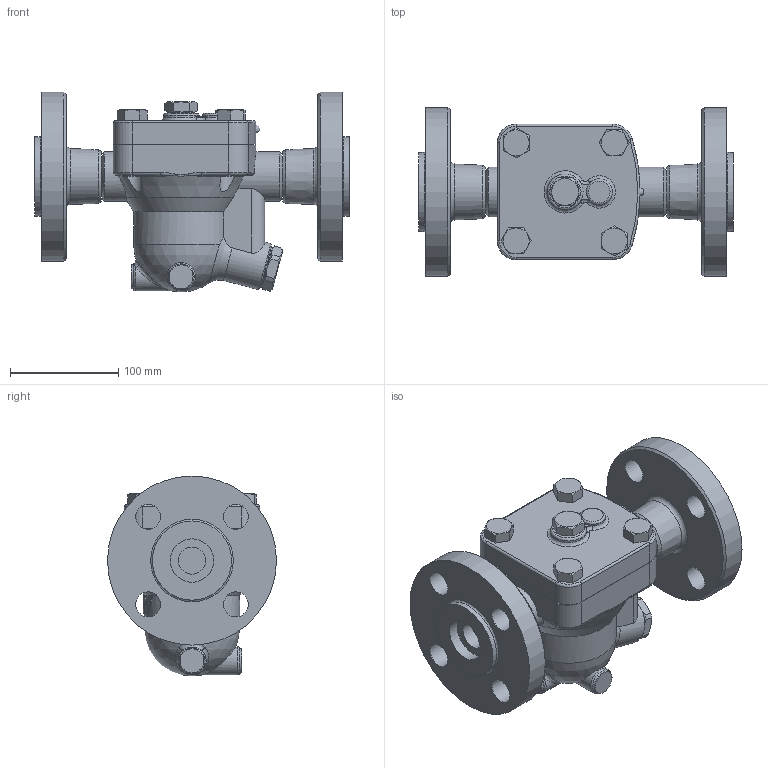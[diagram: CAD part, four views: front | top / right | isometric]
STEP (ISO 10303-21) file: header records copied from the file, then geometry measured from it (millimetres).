
FILE_DESCRIPTION((''),'2;1');
FILE_NAME('j5rhp-040-a0600-00.stp','2011-01-26T13:02:52',('nakaot'),(''),'Autodesk Inventor 2008','Autodesk Inventor 2008','');
FILE_SCHEMA(('AUTOMOTIVE_DESIGN { 1 0 10303 214 1 1 1 1 }'));
Length unit declared in the file: millimetre
Products named in the file (1): j5rhp-040-a0600-00
Bounding box: 290 x 156 x 184.5 mm (x, y, z)
Volume: 2594842.7 mm3; surface area: 250982.4 mm2
Topology: 1 solids, 1 shells, 297 faces, 727 edges, 456 vertices
Faces by surface type: plane 101, bspline 72, cylinder 68, cone 39, torus 15, sphere 2
Full cylindrical faces by diameter (mm): 16 x8, 21 x1, 22 x2, 23 x4, 24 x1, 25 x1, 26 x1, 33 x1, 35.5 x1, 38 x1, 40 x1, 44 x1, 46 x3, 73 x1, 80 x1, 156 x1
Entity records: 16952 total; most frequent: CARTESIAN_POINT 10838, ORIENTED_EDGE 1258, DIRECTION 1160, EDGE_CURVE 629, AXIS2_PLACEMENT_3D 498, VERTEX_POINT 433, EDGE_LOOP 420, FACE_OUTER_BOUND 297
